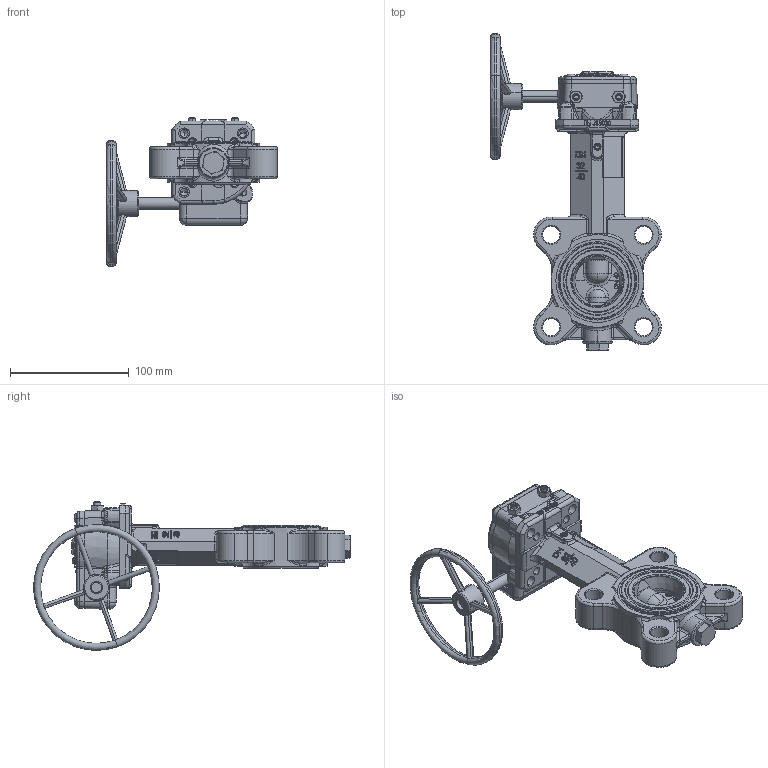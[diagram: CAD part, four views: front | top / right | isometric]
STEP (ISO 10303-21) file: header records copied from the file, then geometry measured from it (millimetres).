
FILE_DESCRIPTION (( 'STEP AP203' ), '1' );
FILE_NAME ('AK02_DN32-40_Getriebe.STEP', '2022-10-06T12:28:23', ( '' ), ( '' ), 'SwSTEP 2.0', 'SolidWorks 2021', '' );
FILE_SCHEMA (( 'CONFIG_CONTROL_DESIGN' ));
Length unit declared in the file: metre
Products named in the file (5): AK01_DN32-100_Getriebe; AK01_DN32-100_Getriebe mit Handrad; AK02_DN32-40_Getriebe; AK02_DN040_OH; AK01_DN32-100_Getriebe - Handrad
Assembly tree (4 placements, depth 3):
  AK02_DN32-40_Getriebe
    AK02_DN040_OH
    AK01_DN32-100_Getriebe mit Handrad
      AK01_DN32-100_Getriebe
      AK01_DN32-100_Getriebe - Handrad
Bounding box: 143.89 x 267 x 125.4 mm (x, y, z)
Volume: 492928.1 mm3; surface area: 126635.3 mm2
Topology: 3 solids, 29 shells, 2394 faces, 5969 edges, 3677 vertices
Faces by surface type: plane 720, cylinder 523, bspline 473, cone 302, torus 281, sphere 95
Entity records: 113525 total; most frequent: CARTESIAN_POINT 60422, ORIENTED_EDGE 11802, DIRECTION 9815, EDGE_CURVE 5901, AXIS2_PLACEMENT_3D 3791, VERTEX_POINT 3676, EDGE_LOOP 2567, FACE_OUTER_BOUND 2394
